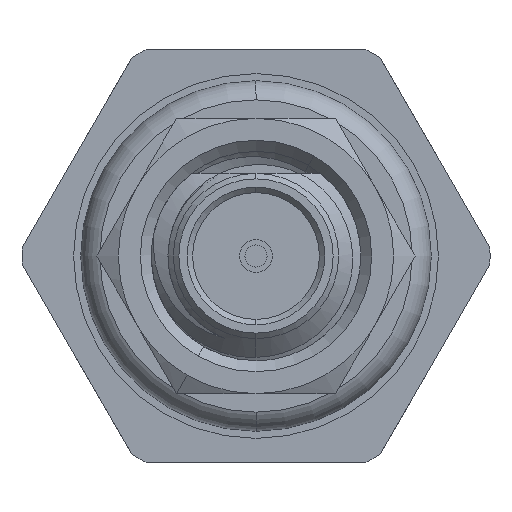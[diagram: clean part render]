
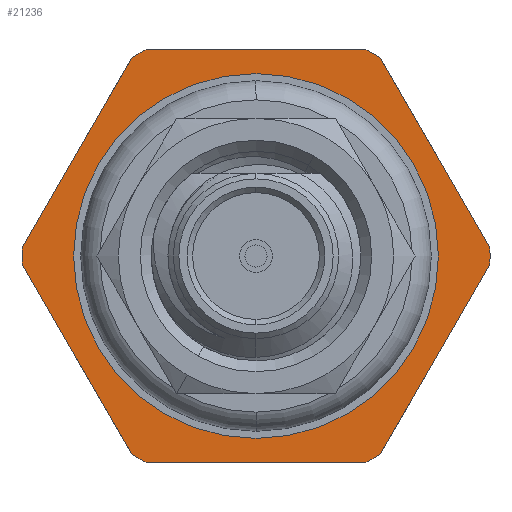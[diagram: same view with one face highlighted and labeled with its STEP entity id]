
A CAD part, left-side view. The second image highlights one B-rep face of the part: STEP entity #21236.
In plain terms, the highlighted planar face has unit normal (-1, 0, 0).
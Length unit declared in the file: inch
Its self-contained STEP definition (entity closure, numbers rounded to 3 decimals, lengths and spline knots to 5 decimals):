
#37 = VECTOR ( 'NONE', #26531, 39.37008 ) ;
#46 = VERTEX_POINT ( 'NONE', #5223 ) ;
#73 = CIRCLE ( 'NONE', #23484, 0.2124 ) ;
#191 = CARTESIAN_POINT ( 'NONE',  ( 0.45, 0.11249, -0.18017 ) ) ;
#1176 = DIRECTION ( 'NONE',  ( 0., 0., -1. ) ) ;
#1965 = PLANE ( 'NONE',  #2419 ) ;
#2010 = AXIS2_PLACEMENT_3D ( 'NONE', #22871, #6717, #12976 ) ;
#2100 = DIRECTION ( 'NONE',  ( 0., 0., 1. ) ) ;
#2419 = AXIS2_PLACEMENT_3D ( 'NONE', #6055, #14616, #2100 ) ;
#2525 = LINE ( 'NONE', #14903, #19434 ) ;
#2834 = DIRECTION ( 'NONE',  ( 0., 0., -1. ) ) ;
#2939 = CARTESIAN_POINT ( 'NONE',  ( 0.45, -0.21651, 0. ) ) ;
#2970 = CARTESIAN_POINT ( 'NONE',  ( 0.45, 0., 0. ) ) ;
#3066 = EDGE_CURVE ( 'NONE', #14514, #19689, #2525, .T. ) ;
#3192 = DIRECTION ( 'NONE',  ( 0., -0.5, 0.866 ) ) ;
#3438 = EDGE_CURVE ( 'NONE', #23765, #17838, #14227, .T. ) ;
#3940 = VERTEX_POINT ( 'NONE', #22091 ) ;
#4270 = VECTOR ( 'NONE', #3192, 39.37008 ) ;
#4300 = CARTESIAN_POINT ( 'NONE',  ( 0.45, 0., -0.16556 ) ) ;
#4400 = EDGE_CURVE ( 'NONE', #15194, #3940, #22195, .T. ) ;
#4430 = DIRECTION ( 'NONE',  ( 0., 0.5, -0.866 ) ) ;
#5223 = CARTESIAN_POINT ( 'NONE',  ( 0.45, 0.09979, 0.1875 ) ) ;
#5384 = ORIENTED_EDGE ( 'NONE', *, *, #3066, .T. ) ;
#5754 = ORIENTED_EDGE ( 'NONE', *, *, #16731, .T. ) ;
#5976 = CARTESIAN_POINT ( 'NONE',  ( 0.45, -0.11249, 0.18017 ) ) ;
#6055 = CARTESIAN_POINT ( 'NONE',  ( 0.45, 0.16556, 0. ) ) ;
#6401 = DIRECTION ( 'NONE',  ( 0., -1., 0. ) ) ;
#6717 = DIRECTION ( 'NONE',  ( 1., 0., 0. ) ) ;
#6806 = DIRECTION ( 'NONE',  ( 0., 0., -1. ) ) ;
#7041 = DIRECTION ( 'NONE',  ( 1., 0., 0. ) ) ;
#7072 = DIRECTION ( 'NONE',  ( 1., 0., 0. ) ) ;
#7268 = ORIENTED_EDGE ( 'NONE', *, *, #25779, .F. ) ;
#7349 = ORIENTED_EDGE ( 'NONE', *, *, #20164, .F. ) ;
#7453 = VECTOR ( 'NONE', #6401, 39.37008 ) ;
#7833 = CARTESIAN_POINT ( 'NONE',  ( 0.45, 0.21651, 0. ) ) ;
#8536 = ORIENTED_EDGE ( 'NONE', *, *, #23943, .F. ) ;
#8580 = CARTESIAN_POINT ( 'NONE',  ( 0.45, 0.10825, -0.1875 ) ) ;
#9344 = CARTESIAN_POINT ( 'NONE',  ( 0.45, 0., 0. ) ) ;
#9480 = DIRECTION ( 'NONE',  ( 0., 0., -1. ) ) ;
#9583 = CARTESIAN_POINT ( 'NONE',  ( 0.45, -0.10825, -0.1875 ) ) ;
#10054 = EDGE_CURVE ( 'NONE', #20537, #3940, #19292, .T. ) ;
#10072 = CARTESIAN_POINT ( 'NONE',  ( 0.45, 0.21227, -0.00733 ) ) ;
#10308 = AXIS2_PLACEMENT_3D ( 'NONE', #2970, #19410, #2834 ) ;
#10385 = ORIENTED_EDGE ( 'NONE', *, *, #10054, .F. ) ;
#10917 = EDGE_LOOP ( 'NONE', ( #7268, #12424, #7349, #5384, #19221, #5754, #8536, #17612, #19541, #16202, #10385, #15322 ) ) ;
#10926 = EDGE_CURVE ( 'NONE', #20461, #46, #17270, .T. ) ;
#11010 = DIRECTION ( 'NONE',  ( 1., 0., 0. ) ) ;
#11237 = DIRECTION ( 'NONE',  ( 0., 0.5, 0.866 ) ) ;
#11255 = DIRECTION ( 'NONE',  ( 1., 0., 0. ) ) ;
#11504 = VECTOR ( 'NONE', #26064, 39.37008 ) ;
#11539 = VERTEX_POINT ( 'NONE', #10072 ) ;
#12319 = EDGE_LOOP ( 'NONE', ( #25537, #13212 ) ) ;
#12382 = CARTESIAN_POINT ( 'NONE',  ( 0.45, -0.09979, -0.1875 ) ) ;
#12424 = ORIENTED_EDGE ( 'NONE', *, *, #10926, .T. ) ;
#12512 = CARTESIAN_POINT ( 'NONE',  ( 0.45, 0.21227, 0.00733 ) ) ;
#12976 = DIRECTION ( 'NONE',  ( 0., 0., -1. ) ) ;
#13047 = CARTESIAN_POINT ( 'NONE',  ( 0.45, 0., 0. ) ) ;
#13212 = ORIENTED_EDGE ( 'NONE', *, *, #22586, .T. ) ;
#13270 = LINE ( 'NONE', #2939, #23894 ) ;
#13288 = CARTESIAN_POINT ( 'NONE',  ( 0.45, 0., 0. ) ) ;
#13317 = CARTESIAN_POINT ( 'NONE',  ( 0.45, 0., 0. ) ) ;
#13438 = CARTESIAN_POINT ( 'NONE',  ( 0.45, -0.09979, 0.1875 ) ) ;
#13740 = CIRCLE ( 'NONE', #2010, 0.2124 ) ;
#14076 = FACE_OUTER_BOUND ( 'NONE', #10917, .T. ) ;
#14227 = CIRCLE ( 'NONE', #17682, 0.16556 ) ;
#14514 = VERTEX_POINT ( 'NONE', #18756 ) ;
#14533 = EDGE_CURVE ( 'NONE', #26095, #24626, #18491, .T. ) ;
#14536 = AXIS2_PLACEMENT_3D ( 'NONE', #13288, #11255, #1176 ) ;
#14592 = CIRCLE ( 'NONE', #19789, 0.16556 ) ;
#14597 = EDGE_CURVE ( 'NONE', #15194, #24626, #73, .T. ) ;
#14615 = CIRCLE ( 'NONE', #21525, 0.2124 ) ;
#14616 = DIRECTION ( 'NONE',  ( -1., 0., 0. ) ) ;
#14903 = CARTESIAN_POINT ( 'NONE',  ( 0.45, 0.10825, 0.1875 ) ) ;
#14915 = DIRECTION ( 'NONE',  ( 0., 0., -1. ) ) ;
#15092 = VERTEX_POINT ( 'NONE', #5976 ) ;
#15194 = VERTEX_POINT ( 'NONE', #23686 ) ;
#15322 = ORIENTED_EDGE ( 'NONE', *, *, #18172, .T. ) ;
#15940 = CIRCLE ( 'NONE', #10308, 0.2124 ) ;
#16202 = ORIENTED_EDGE ( 'NONE', *, *, #4400, .T. ) ;
#16318 = DIRECTION ( 'NONE',  ( 0., 0., -1. ) ) ;
#16585 = DIRECTION ( 'NONE',  ( 1., 0., 0. ) ) ;
#16731 = EDGE_CURVE ( 'NONE', #11539, #24095, #18135, .T. ) ;
#17164 = AXIS2_PLACEMENT_3D ( 'NONE', #25479, #23567, #14915 ) ;
#17270 = LINE ( 'NONE', #21595, #11504 ) ;
#17497 = CARTESIAN_POINT ( 'NONE',  ( 0.45, 0., 0.16556 ) ) ;
#17612 = ORIENTED_EDGE ( 'NONE', *, *, #14533, .T. ) ;
#17644 = EDGE_CURVE ( 'NONE', #11539, #19689, #15940, .T. ) ;
#17682 = AXIS2_PLACEMENT_3D ( 'NONE', #13317, #7072, #6806 ) ;
#17838 = VERTEX_POINT ( 'NONE', #17497 ) ;
#18135 = LINE ( 'NONE', #7833, #37 ) ;
#18172 = EDGE_CURVE ( 'NONE', #20537, #15092, #13270, .T. ) ;
#18491 = LINE ( 'NONE', #8580, #7453 ) ;
#18756 = CARTESIAN_POINT ( 'NONE',  ( 0.45, 0.11249, 0.18017 ) ) ;
#19221 = ORIENTED_EDGE ( 'NONE', *, *, #17644, .F. ) ;
#19292 = CIRCLE ( 'NONE', #14536, 0.2124 ) ;
#19410 = DIRECTION ( 'NONE',  ( 1., 0., 0. ) ) ;
#19434 = VECTOR ( 'NONE', #4430, 39.37008 ) ;
#19541 = ORIENTED_EDGE ( 'NONE', *, *, #14597, .F. ) ;
#19689 = VERTEX_POINT ( 'NONE', #12512 ) ;
#19789 = AXIS2_PLACEMENT_3D ( 'NONE', #9344, #7041, #9480 ) ;
#20164 = EDGE_CURVE ( 'NONE', #14514, #46, #23236, .T. ) ;
#20461 = VERTEX_POINT ( 'NONE', #13438 ) ;
#20537 = VERTEX_POINT ( 'NONE', #23307 ) ;
#20701 = FACE_BOUND ( 'NONE', #12319, .T. ) ;
#21236 = ADVANCED_FACE ( 'NONE', ( #20701, #14076 ), #1965, .T. ) ;
#21525 = AXIS2_PLACEMENT_3D ( 'NONE', #13047, #11010, #23602 ) ;
#21595 = CARTESIAN_POINT ( 'NONE',  ( 0.45, -0.10825, 0.1875 ) ) ;
#21834 = CARTESIAN_POINT ( 'NONE',  ( 0.45, 0.09979, -0.1875 ) ) ;
#22091 = CARTESIAN_POINT ( 'NONE',  ( 0.45, -0.21227, -0.00733 ) ) ;
#22195 = LINE ( 'NONE', #9583, #4270 ) ;
#22586 = EDGE_CURVE ( 'NONE', #17838, #23765, #14592, .T. ) ;
#22688 = CARTESIAN_POINT ( 'NONE',  ( 0.45, 0., 0. ) ) ;
#22871 = CARTESIAN_POINT ( 'NONE',  ( 0.45, 0., 0. ) ) ;
#23236 = CIRCLE ( 'NONE', #17164, 0.2124 ) ;
#23307 = CARTESIAN_POINT ( 'NONE',  ( 0.45, -0.21227, 0.00733 ) ) ;
#23484 = AXIS2_PLACEMENT_3D ( 'NONE', #22688, #16585, #16318 ) ;
#23567 = DIRECTION ( 'NONE',  ( 1., 0., 0. ) ) ;
#23602 = DIRECTION ( 'NONE',  ( 0., 0., -1. ) ) ;
#23686 = CARTESIAN_POINT ( 'NONE',  ( 0.45, -0.11249, -0.18017 ) ) ;
#23765 = VERTEX_POINT ( 'NONE', #4300 ) ;
#23894 = VECTOR ( 'NONE', #11237, 39.37008 ) ;
#23943 = EDGE_CURVE ( 'NONE', #26095, #24095, #13740, .T. ) ;
#24095 = VERTEX_POINT ( 'NONE', #191 ) ;
#24626 = VERTEX_POINT ( 'NONE', #12382 ) ;
#25479 = CARTESIAN_POINT ( 'NONE',  ( 0.45, 0., 0. ) ) ;
#25537 = ORIENTED_EDGE ( 'NONE', *, *, #3438, .T. ) ;
#25779 = EDGE_CURVE ( 'NONE', #20461, #15092, #14615, .T. ) ;
#26064 = DIRECTION ( 'NONE',  ( 0., 1., 0. ) ) ;
#26095 = VERTEX_POINT ( 'NONE', #21834 ) ;
#26531 = DIRECTION ( 'NONE',  ( 0., -0.5, -0.866 ) ) ;
